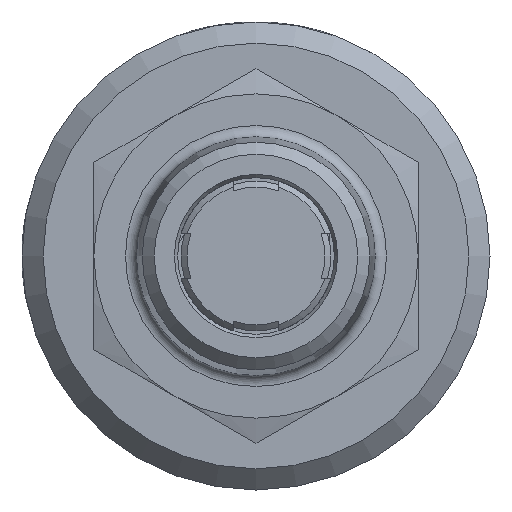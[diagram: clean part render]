
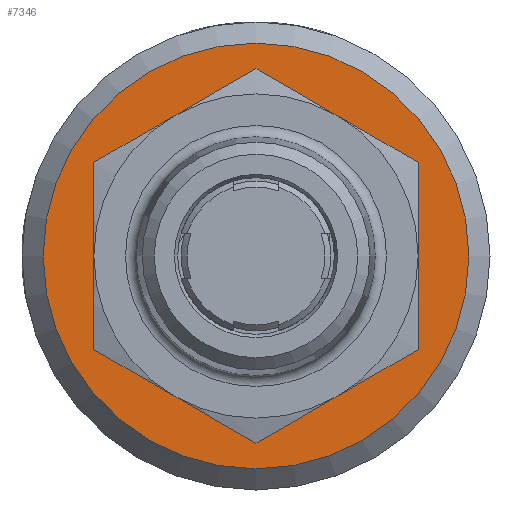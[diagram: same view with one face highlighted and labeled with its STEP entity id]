
A CAD part, left-side view. The second image highlights one B-rep face of the part: STEP entity #7346.
In plain terms, the highlighted planar face has unit normal (-1, 0, 0).
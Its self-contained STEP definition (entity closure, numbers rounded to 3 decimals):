
#834=FACE_BOUND('',#2666,.T.);
#1792=PLANE('',#7883);
#2192=FACE_OUTER_BOUND('',#2665,.T.);
#2665=EDGE_LOOP('',(#6809));
#2666=EDGE_LOOP('',(#6810));
#2929=CIRCLE('',#7882,22.225);
#2930=CIRCLE('',#7884,30.2);
#3676=VERTEX_POINT('',#55691);
#3677=VERTEX_POINT('',#55695);
#4728=EDGE_CURVE('',#3676,#3676,#2929,.T.);
#4730=EDGE_CURVE('',#3677,#3677,#2930,.T.);
#6809=ORIENTED_EDGE('',*,*,#4730,.F.);
#6810=ORIENTED_EDGE('',*,*,#4728,.T.);
#7346=ADVANCED_FACE('',(#2192,#834),#1792,.T.);
#7882=AXIS2_PLACEMENT_3D('',#55692,#9296,#9297);
#7883=AXIS2_PLACEMENT_3D('',#55694,#9299,#9300);
#7884=AXIS2_PLACEMENT_3D('',#55696,#9301,#9302);
#9296=DIRECTION('center_axis',(1.,0.,0.));
#9297=DIRECTION('ref_axis',(0.,0.,1.));
#9299=DIRECTION('center_axis',(-1.,0.,0.));
#9300=DIRECTION('ref_axis',(0.,0.,1.));
#9301=DIRECTION('center_axis',(1.,0.,0.));
#9302=DIRECTION('ref_axis',(0.,-1.,0.));
#55691=CARTESIAN_POINT('',(0.,0.,-22.225));
#55692=CARTESIAN_POINT('Origin',(0.,0.,0.));
#55694=CARTESIAN_POINT('Origin',(0.,23.255,0.));
#55695=CARTESIAN_POINT('',(0.,30.2,0.));
#55696=CARTESIAN_POINT('Origin',(0.,0.,0.));
